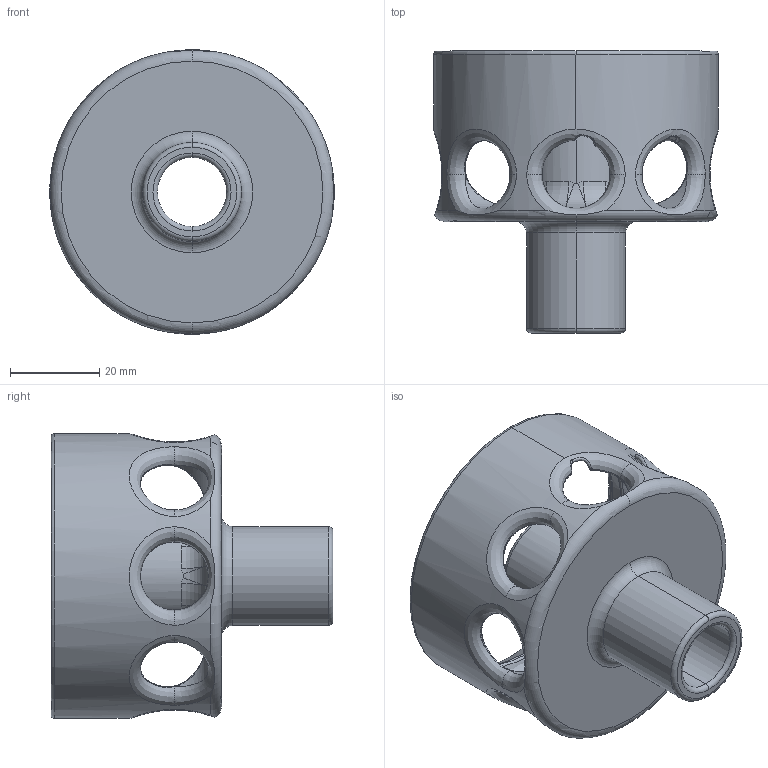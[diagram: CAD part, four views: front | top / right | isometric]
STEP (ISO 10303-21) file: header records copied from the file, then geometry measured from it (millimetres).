
FILE_DESCRIPTION (( 'STEP AP214' ), '1' );
FILE_NAME ('PEEP_VALVE_LOWER_CUP.STEP', '2020-05-17T20:57:38', ( '' ), ( '' ), 'SwSTEP 2.0', 'SolidWorks 2019', '' );
FILE_SCHEMA (( 'AUTOMOTIVE_DESIGN' ));
Length unit declared in the file: millimetre
Products named in the file (1): PEEP_VALVE_LOWER_CUP
Bounding box: 63.8 x 63.24 x 63.8 mm (x, y, z)
Volume: 34661.4 mm3; surface area: 23528.4 mm2
Topology: 1 solids, 1 shells, 228 faces, 598 edges, 356 vertices
Faces by surface type: bspline 112, cylinder 67, torus 30, plane 12, sphere 4, cone 3
Entity records: 18835 total; most frequent: CARTESIAN_POINT 14120, ORIENTED_EDGE 1190, DIRECTION 736, EDGE_CURVE 595, VERTEX_POINT 354, AXIS2_PLACEMENT_3D 334, B_SPLINE_CURVE_WITH_KNOTS 309, EDGE_LOOP 231
